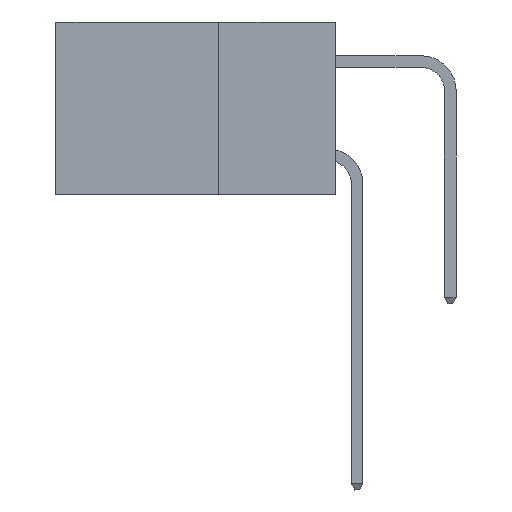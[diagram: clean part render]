
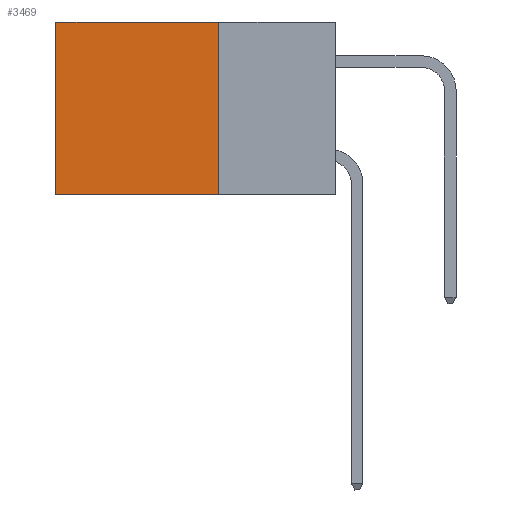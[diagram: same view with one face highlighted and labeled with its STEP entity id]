
A CAD part, left-side view. The second image highlights one B-rep face of the part: STEP entity #3469.
In plain terms, the highlighted planar face has unit normal (-1, 0, 0).
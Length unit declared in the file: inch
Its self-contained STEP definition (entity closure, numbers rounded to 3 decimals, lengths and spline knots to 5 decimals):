
#347 = VERTEX_POINT ( 'NONE', #15472 ) ;
#884 = DIRECTION ( 'NONE',  ( 0., 1., 0. ) ) ;
#2126 = CARTESIAN_POINT ( 'NONE',  ( 0.2875, 0.25, 0. ) ) ;
#2620 = VECTOR ( 'NONE', #7892, 39.37008 ) ;
#3469 = ADVANCED_FACE ( 'NONE', ( #13476 ), #10607, .F. ) ;
#5173 = EDGE_LOOP ( 'NONE', ( #13761, #13781, #13861, #13878 ) ) ;
#5635 = DIRECTION ( 'NONE',  ( 0., 1., 0. ) ) ;
#6000 = CARTESIAN_POINT ( 'NONE',  ( 0.2875, 0.25, -0.37 ) ) ;
#6432 = VECTOR ( 'NONE', #5635, 39.37008 ) ;
#6531 = CARTESIAN_POINT ( 'NONE',  ( 0.2875, 0.6, 0. ) ) ;
#6705 = DIRECTION ( 'NONE',  ( 1., 0., 0. ) ) ;
#6833 = VERTEX_POINT ( 'NONE', #2126 ) ;
#7042 = LINE ( 'NONE', #6531, #2620 ) ;
#7051 = EDGE_CURVE ( 'NONE', #8092, #347, #7042, .T. ) ;
#7639 = CARTESIAN_POINT ( 'NONE',  ( 0.2875, 0.25, -0.37 ) ) ;
#7892 = DIRECTION ( 'NONE',  ( 0., 0., -1. ) ) ;
#8063 = EDGE_CURVE ( 'NONE', #6833, #10053, #12791, .T. ) ;
#8092 = VERTEX_POINT ( 'NONE', #8749 ) ;
#8749 = CARTESIAN_POINT ( 'NONE',  ( 0.2875, 0.6, 0. ) ) ;
#8806 = LINE ( 'NONE', #7639, #14685 ) ;
#9509 = VECTOR ( 'NONE', #15015, 39.37008 ) ;
#9988 = LINE ( 'NONE', #10843, #6432 ) ;
#10053 = VERTEX_POINT ( 'NONE', #6000 ) ;
#10607 = PLANE ( 'NONE',  #13751 ) ;
#10843 = CARTESIAN_POINT ( 'NONE',  ( 0.2875, 0.25, 0. ) ) ;
#11237 = CARTESIAN_POINT ( 'NONE',  ( 0.2875, 0.25, 0. ) ) ;
#11878 = EDGE_CURVE ( 'NONE', #10053, #347, #8806, .T. ) ;
#12791 = LINE ( 'NONE', #11237, #9509 ) ;
#12910 = EDGE_CURVE ( 'NONE', #6833, #8092, #9988, .T. ) ;
#13476 = FACE_OUTER_BOUND ( 'NONE', #5173, .T. ) ;
#13751 = AXIS2_PLACEMENT_3D ( 'NONE', #14388, #6705, #15648 ) ;
#13761 = ORIENTED_EDGE ( 'NONE', *, *, #7051, .T. ) ;
#13781 = ORIENTED_EDGE ( 'NONE', *, *, #11878, .F. ) ;
#13861 = ORIENTED_EDGE ( 'NONE', *, *, #8063, .F. ) ;
#13878 = ORIENTED_EDGE ( 'NONE', *, *, #12910, .T. ) ;
#14388 = CARTESIAN_POINT ( 'NONE',  ( 0.2875, 0.25, 0. ) ) ;
#14685 = VECTOR ( 'NONE', #884, 39.37008 ) ;
#15015 = DIRECTION ( 'NONE',  ( 0., 0., -1. ) ) ;
#15472 = CARTESIAN_POINT ( 'NONE',  ( 0.2875, 0.6, -0.37 ) ) ;
#15648 = DIRECTION ( 'NONE',  ( 0., 0., -1. ) ) ;
